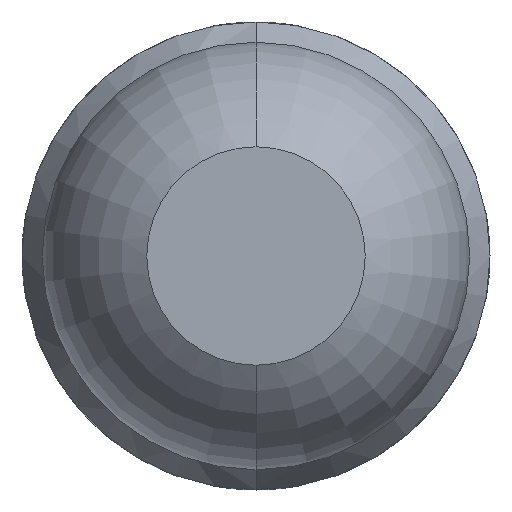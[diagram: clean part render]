
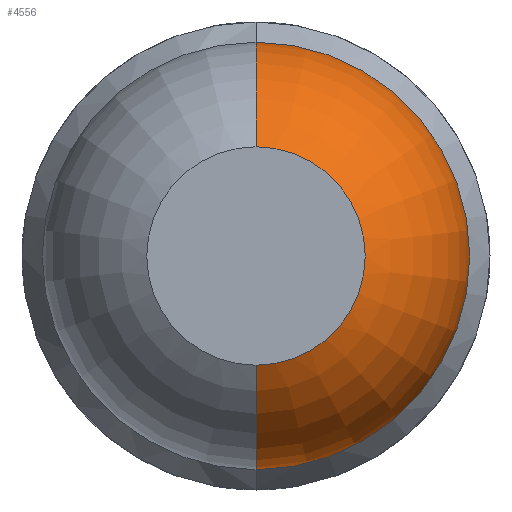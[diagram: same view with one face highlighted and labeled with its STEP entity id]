
A CAD part, front view. The second image highlights one B-rep face of the part: STEP entity #4556.
In plain terms, the highlighted toroidal (fillet/blend) face has major radius 0.035 mm and minor radius 0.65 mm.
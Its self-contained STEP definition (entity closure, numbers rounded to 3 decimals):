
#7 = DIRECTION ( 'NONE',  ( 0., 0., -1. ) ) ;
#300 = EDGE_CURVE ( 'Defeature ausgef�hrt1_38+Defeature ausgef�hrt1_35+Defeature ausgef�hrt1_35+Defeature ausgef�hrt1_35', #2306, #3866, #521, .T. ) ;
#323 = CARTESIAN_POINT ( 'NONE',  ( 0., -25., 0. ) ) ;
#339 = ORIENTED_EDGE ( 'NONE', *, *, #3456, .T. ) ;
#346 = VERTEX_POINT ( 'NONE', #2623 ) ;
#447 = DIRECTION ( 'NONE',  ( -1., 0., 0. ) ) ;
#489 = CIRCLE ( 'NONE', #808, 0.65 ) ;
#521 = CIRCLE ( 'NONE', #4083, 0.35 ) ;
#794 = DIRECTION ( 'NONE',  ( 0., -1., 0. ) ) ;
#808 = AXIS2_PLACEMENT_3D ( 'NONE', #1224, #447, #3842 ) ;
#874 = ORIENTED_EDGE ( 'NONE', *, *, #2466, .T. ) ;
#995 = ORIENTED_EDGE ( 'NONE', *, *, #3062, .F. ) ;
#1140 = FACE_OUTER_BOUND ( 'NONE', #1997, .T. ) ;
#1224 = CARTESIAN_POINT ( 'NONE',  ( 0., -24.431, -0.035 ) ) ;
#1365 = AXIS2_PLACEMENT_3D ( 'NONE', #3823, #2300, #7 ) ;
#1652 = DIRECTION ( 'NONE',  ( 0., 0., -1. ) ) ;
#1882 = CARTESIAN_POINT ( 'NONE',  ( 0., -24.431, -0.685 ) ) ;
#1924 = TOROIDAL_SURFACE ( 'NONE', #3051, 0.035, 0.65 ) ;
#1967 = DIRECTION ( 'NONE',  ( 0., -1., 0. ) ) ;
#1983 = CARTESIAN_POINT ( 'NONE',  ( 0., -24.431, 0. ) ) ;
#1997 = EDGE_LOOP ( 'NONE', ( #339, #874, #2570, #995 ) ) ;
#2300 = DIRECTION ( 'NONE',  ( 0., -1., 0. ) ) ;
#2306 = VERTEX_POINT ( 'NONE', #4583 ) ;
#2455 = DIRECTION ( 'NONE',  ( 1., 0., 0. ) ) ;
#2466 = EDGE_CURVE ( 'NONE', #346, #3866, #4893, .T. ) ;
#2570 = ORIENTED_EDGE ( 'NONE', *, *, #300, .F. ) ;
#2623 = CARTESIAN_POINT ( 'NONE',  ( 0., -24.431, 0.685 ) ) ;
#3045 = DIRECTION ( 'NONE',  ( 0., 0., -1. ) ) ;
#3051 = AXIS2_PLACEMENT_3D ( 'NONE', #1983, #1967, #3045 ) ;
#3062 = EDGE_CURVE ( 'NONE', #4899, #2306, #489, .T. ) ;
#3446 = DIRECTION ( 'NONE',  ( 0., 0., -1. ) ) ;
#3456 = EDGE_CURVE ( 'Defeature ausgef�hrt1_35+Defeature ausgef�hrt1_36+Defeature ausgef�hrt1_36+Defeature ausgef�hrt1_36', #4899, #346, #3621, .T. ) ;
#3621 = CIRCLE ( 'NONE', #1365, 0.685 ) ;
#3823 = CARTESIAN_POINT ( 'NONE',  ( 0., -24.431, 0. ) ) ;
#3842 = DIRECTION ( 'NONE',  ( 0., 0., 1. ) ) ;
#3866 = VERTEX_POINT ( 'NONE', #4676 ) ;
#3884 = CARTESIAN_POINT ( 'NONE',  ( 0., -24.431, 0.035 ) ) ;
#4083 = AXIS2_PLACEMENT_3D ( 'NONE', #323, #794, #3446 ) ;
#4246 = AXIS2_PLACEMENT_3D ( 'NONE', #3884, #2455, #1652 ) ;
#4556 = ADVANCED_FACE ( 'Defeature ausgef�hrt1_35', ( #1140 ), #1924, .T. ) ;
#4583 = CARTESIAN_POINT ( 'NONE',  ( 0., -25., -0.35 ) ) ;
#4676 = CARTESIAN_POINT ( 'NONE',  ( 0., -25., 0.35 ) ) ;
#4893 = CIRCLE ( 'NONE', #4246, 0.65 ) ;
#4899 = VERTEX_POINT ( 'NONE', #1882 ) ;
